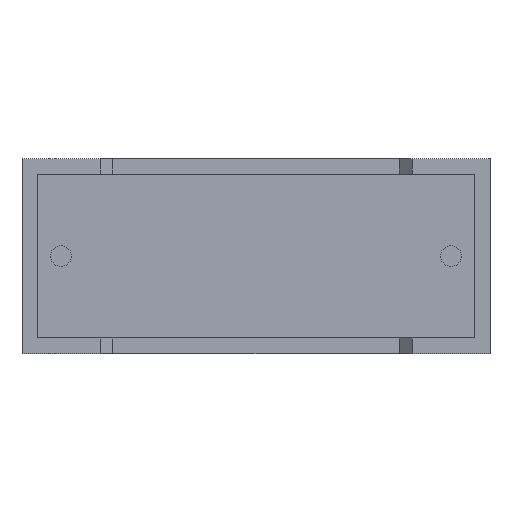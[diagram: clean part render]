
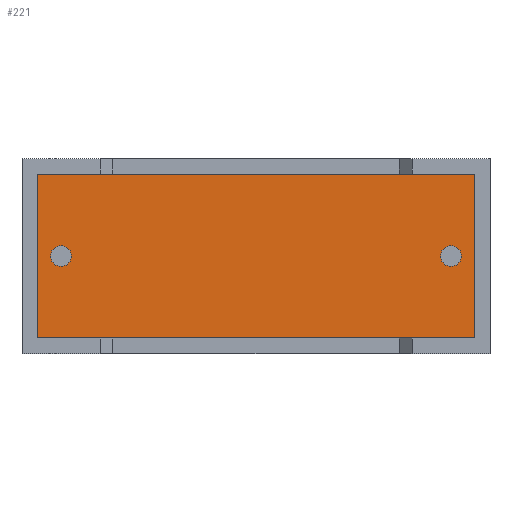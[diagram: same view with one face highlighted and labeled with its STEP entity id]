
A CAD part, front view. The second image highlights one B-rep face of the part: STEP entity #221.
In plain terms, the highlighted planar face has unit normal (0, -1, 0).
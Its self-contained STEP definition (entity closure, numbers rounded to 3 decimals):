
#89 = DIRECTION ( 'NONE',  ( 0., 0., -1. ) ) ;
#99 = AXIS2_PLACEMENT_3D ( 'NONE', #1428, #1653, #986 ) ;
#129 = EDGE_CURVE ( 'NONE', #1037, #2965, #1483, .T. ) ;
#134 = EDGE_LOOP ( 'NONE', ( #2451, #932 ) ) ;
#165 = CARTESIAN_POINT ( 'NONE',  ( 16.5, 0.75, 3.75 ) ) ;
#186 = VERTEX_POINT ( 'NONE', #2221 ) ;
#221 = ADVANCED_FACE ( 'NONE', ( #496, #414, #2921 ), #583, .T. ) ;
#284 = VECTOR ( 'NONE', #1666, 1000. ) ;
#375 = ORIENTED_EDGE ( 'NONE', *, *, #2245, .T. ) ;
#376 = ORIENTED_EDGE ( 'NONE', *, *, #2500, .T. ) ;
#414 = FACE_OUTER_BOUND ( 'NONE', #2516, .T. ) ;
#435 = CARTESIAN_POINT ( 'NONE',  ( 1.5, 0.75, 3.35 ) ) ;
#483 = LINE ( 'NONE', #687, #1540 ) ;
#489 = CARTESIAN_POINT ( 'NONE',  ( 17.4, 0.75, 0.6 ) ) ;
#496 = FACE_BOUND ( 'NONE', #2806, .T. ) ;
#564 = CARTESIAN_POINT ( 'NONE',  ( 17.4, 0.75, 6.9 ) ) ;
#583 = PLANE ( 'NONE',  #1863 ) ;
#589 = CIRCLE ( 'NONE', #1805, 0.4 ) ;
#609 = ORIENTED_EDGE ( 'NONE', *, *, #859, .T. ) ;
#634 = DIRECTION ( 'NONE',  ( 0., 0., -1. ) ) ;
#687 = CARTESIAN_POINT ( 'NONE',  ( 0.6, 0.75, 6.9 ) ) ;
#816 = DIRECTION ( 'NONE',  ( 0., -1., 0. ) ) ;
#859 = EDGE_CURVE ( 'NONE', #1200, #1625, #2915, .T. ) ;
#932 = ORIENTED_EDGE ( 'NONE', *, *, #129, .F. ) ;
#986 = DIRECTION ( 'NONE',  ( 0., 0., -1. ) ) ;
#1037 = VERTEX_POINT ( 'NONE', #435 ) ;
#1173 = VECTOR ( 'NONE', #1737, 1000. ) ;
#1200 = VERTEX_POINT ( 'NONE', #489 ) ;
#1292 = EDGE_CURVE ( 'NONE', #186, #2730, #483, .T. ) ;
#1318 = CARTESIAN_POINT ( 'NONE',  ( 1.5, 0.75, 3.75 ) ) ;
#1391 = CARTESIAN_POINT ( 'NONE',  ( 16.5, 0.75, 3.35 ) ) ;
#1428 = CARTESIAN_POINT ( 'NONE',  ( 1.5, 0.75, 3.75 ) ) ;
#1483 = CIRCLE ( 'NONE', #99, 0.4 ) ;
#1536 = CARTESIAN_POINT ( 'NONE',  ( 17.4, 0.75, 6.9 ) ) ;
#1540 = VECTOR ( 'NONE', #2353, 1000. ) ;
#1625 = VERTEX_POINT ( 'NONE', #1536 ) ;
#1653 = DIRECTION ( 'NONE',  ( 0., -1., 0. ) ) ;
#1666 = DIRECTION ( 'NONE',  ( 1., 0., 0. ) ) ;
#1737 = DIRECTION ( 'NONE',  ( -1., 0., 0. ) ) ;
#1765 = DIRECTION ( 'NONE',  ( 0., 0., 1. ) ) ;
#1801 = DIRECTION ( 'NONE',  ( 0., -1., 0. ) ) ;
#1805 = AXIS2_PLACEMENT_3D ( 'NONE', #165, #1801, #2269 ) ;
#1845 = VERTEX_POINT ( 'NONE', #1391 ) ;
#1863 = AXIS2_PLACEMENT_3D ( 'NONE', #2672, #2417, #89 ) ;
#1902 = LINE ( 'NONE', #564, #1173 ) ;
#1917 = CARTESIAN_POINT ( 'NONE',  ( 0.6, 0.75, 0.6 ) ) ;
#1951 = AXIS2_PLACEMENT_3D ( 'NONE', #1318, #816, #2966 ) ;
#1953 = CARTESIAN_POINT ( 'NONE',  ( 1.5, 0.75, 4.15 ) ) ;
#2023 = CARTESIAN_POINT ( 'NONE',  ( 16.5, 0.75, 3.75 ) ) ;
#2221 = CARTESIAN_POINT ( 'NONE',  ( 0.6, 0.75, 6.9 ) ) ;
#2245 = EDGE_CURVE ( 'NONE', #2730, #1200, #2748, .T. ) ;
#2269 = DIRECTION ( 'NONE',  ( 0., 0., -1. ) ) ;
#2273 = VECTOR ( 'NONE', #1765, 1000. ) ;
#2295 = AXIS2_PLACEMENT_3D ( 'NONE', #2023, #2508, #634 ) ;
#2338 = EDGE_CURVE ( 'NONE', #1845, #2484, #2937, .T. ) ;
#2353 = DIRECTION ( 'NONE',  ( 0., 0., -1. ) ) ;
#2384 = EDGE_CURVE ( 'NONE', #2484, #1845, #589, .T. ) ;
#2417 = DIRECTION ( 'NONE',  ( 0., -1., 0. ) ) ;
#2423 = CARTESIAN_POINT ( 'NONE',  ( 16.5, 0.75, 4.15 ) ) ;
#2451 = ORIENTED_EDGE ( 'NONE', *, *, #2859, .F. ) ;
#2484 = VERTEX_POINT ( 'NONE', #2423 ) ;
#2500 = EDGE_CURVE ( 'NONE', #1625, #186, #1902, .T. ) ;
#2508 = DIRECTION ( 'NONE',  ( 0., -1., 0. ) ) ;
#2516 = EDGE_LOOP ( 'NONE', ( #3022, #375, #609, #376 ) ) ;
#2522 = ORIENTED_EDGE ( 'NONE', *, *, #2338, .F. ) ;
#2672 = CARTESIAN_POINT ( 'NONE',  ( 0., 0.75, 0. ) ) ;
#2730 = VERTEX_POINT ( 'NONE', #1917 ) ;
#2748 = LINE ( 'NONE', #3015, #284 ) ;
#2806 = EDGE_LOOP ( 'NONE', ( #2810, #2522 ) ) ;
#2810 = ORIENTED_EDGE ( 'NONE', *, *, #2384, .F. ) ;
#2857 = CARTESIAN_POINT ( 'NONE',  ( 17.4, 0.75, 0.6 ) ) ;
#2859 = EDGE_CURVE ( 'NONE', #2965, #1037, #2896, .T. ) ;
#2896 = CIRCLE ( 'NONE', #1951, 0.4 ) ;
#2915 = LINE ( 'NONE', #2857, #2273 ) ;
#2921 = FACE_BOUND ( 'NONE', #134, .T. ) ;
#2937 = CIRCLE ( 'NONE', #2295, 0.4 ) ;
#2965 = VERTEX_POINT ( 'NONE', #1953 ) ;
#2966 = DIRECTION ( 'NONE',  ( 0., 0., -1. ) ) ;
#3015 = CARTESIAN_POINT ( 'NONE',  ( 0.6, 0.75, 0.6 ) ) ;
#3022 = ORIENTED_EDGE ( 'NONE', *, *, #1292, .T. ) ;
